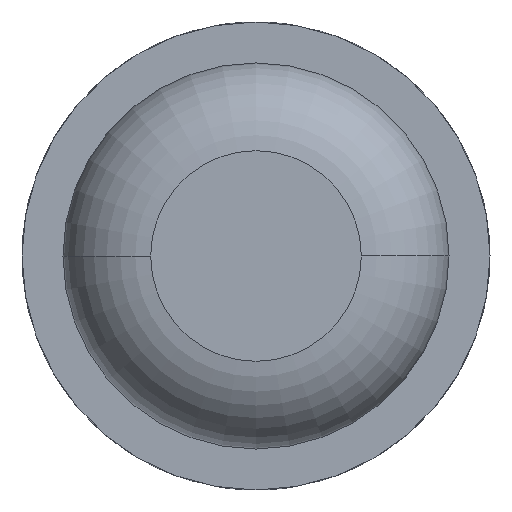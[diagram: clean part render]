
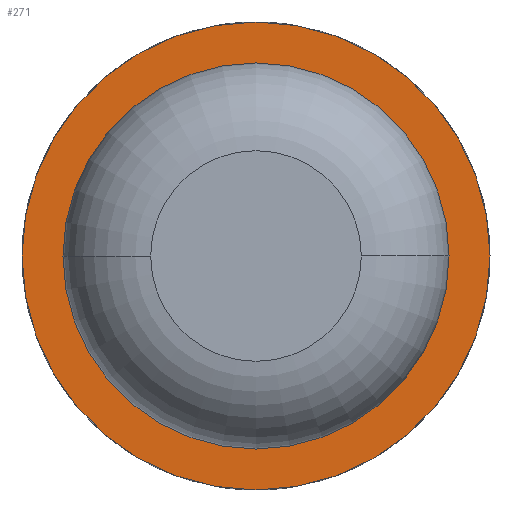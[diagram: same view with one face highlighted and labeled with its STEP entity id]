
A CAD part, front view. The second image highlights one B-rep face of the part: STEP entity #271.
In plain terms, the highlighted planar face has unit normal (0, -1, 0).
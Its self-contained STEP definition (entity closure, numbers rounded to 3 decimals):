
#121 = CARTESIAN_POINT ( 'NONE',  ( 0., -6., 0. ) ) ;
#226 = CARTESIAN_POINT ( 'NONE',  ( 0., -6., 0. ) ) ;
#271 = ADVANCED_FACE ( 'Defeature ausgef�hrt1_5', ( #299, #3730 ), #3303, .F. ) ;
#278 = VERTEX_POINT ( 'NONE', #3649 ) ;
#299 = FACE_OUTER_BOUND ( 'NONE', #964, .T. ) ;
#403 = AXIS2_PLACEMENT_3D ( 'NONE', #775, #1747, #4021 ) ;
#586 = ORIENTED_EDGE ( 'NONE', *, *, #3641, .T. ) ;
#775 = CARTESIAN_POINT ( 'NONE',  ( 0., -6., 0. ) ) ;
#883 = CIRCLE ( 'NONE', #403, 0.825 ) ;
#937 = EDGE_CURVE ( 'Defeature ausgef�hrt1_6+Defeature ausgef�hrt1_5+Defeature ausgef�hrt1_5+Defeature ausgef�hrt1_5', #278, #2201, #2856, .T. ) ;
#959 = ORIENTED_EDGE ( 'NONE', *, *, #3810, .F. ) ;
#964 = EDGE_LOOP ( 'NONE', ( #1866, #959 ) ) ;
#1138 = DIRECTION ( 'NONE',  ( -1., 0., 0. ) ) ;
#1662 = DIRECTION ( 'NONE',  ( -1., 0., 0. ) ) ;
#1711 = AXIS2_PLACEMENT_3D ( 'NONE', #2344, #2954, #1662 ) ;
#1747 = DIRECTION ( 'NONE',  ( 0., 1., 0. ) ) ;
#1755 = CARTESIAN_POINT ( 'NONE',  ( 0.825, -6., 0. ) ) ;
#1764 = CARTESIAN_POINT ( 'NONE',  ( 0., -6., 0. ) ) ;
#1866 = ORIENTED_EDGE ( 'NONE', *, *, #937, .F. ) ;
#1876 = DIRECTION ( 'NONE',  ( 0., 1., 0. ) ) ;
#2095 = DIRECTION ( 'NONE',  ( 0., 1., 0. ) ) ;
#2200 = EDGE_CURVE ( 'Defeature ausgef�hrt1_5+Defeature ausgef�hrt1_0+Defeature ausgef�hrt1_0+Defeature ausgef�hrt1_0', #2922, #2239, #883, .T. ) ;
#2201 = VERTEX_POINT ( 'NONE', #3394 ) ;
#2239 = VERTEX_POINT ( 'NONE', #1755 ) ;
#2344 = CARTESIAN_POINT ( 'NONE',  ( 0.825, -6., 0. ) ) ;
#2449 = CARTESIAN_POINT ( 'NONE',  ( -0.825, -6., 0. ) ) ;
#2563 = AXIS2_PLACEMENT_3D ( 'NONE', #121, #3087, #1138 ) ;
#2821 = AXIS2_PLACEMENT_3D ( 'NONE', #1764, #2095, #3132 ) ;
#2856 = CIRCLE ( 'NONE', #2563, 1. ) ;
#2909 = AXIS2_PLACEMENT_3D ( 'NONE', #226, #1876, #3505 ) ;
#2922 = VERTEX_POINT ( 'NONE', #2449 ) ;
#2941 = ORIENTED_EDGE ( 'NONE', *, *, #2200, .T. ) ;
#2954 = DIRECTION ( 'NONE',  ( 0., 1., 0. ) ) ;
#3087 = DIRECTION ( 'NONE',  ( 0., 1., 0. ) ) ;
#3132 = DIRECTION ( 'NONE',  ( -1., 0., 0. ) ) ;
#3303 = PLANE ( 'NONE',  #1711 ) ;
#3372 = EDGE_LOOP ( 'NONE', ( #2941, #586 ) ) ;
#3394 = CARTESIAN_POINT ( 'NONE',  ( 1., -6., 0. ) ) ;
#3505 = DIRECTION ( 'NONE',  ( -1., 0., 0. ) ) ;
#3641 = EDGE_CURVE ( 'Defeature ausgef�hrt1_5+Defeature ausgef�hrt1_0+Defeature ausgef�hrt1_0+Defeature ausgef�hrt1_0', #2239, #2922, #3765, .T. ) ;
#3649 = CARTESIAN_POINT ( 'NONE',  ( -1., -6., 0. ) ) ;
#3730 = FACE_BOUND ( 'NONE', #3372, .T. ) ;
#3765 = CIRCLE ( 'NONE', #2821, 0.825 ) ;
#3810 = EDGE_CURVE ( 'Defeature ausgef�hrt1_6+Defeature ausgef�hrt1_5+Defeature ausgef�hrt1_5+Defeature ausgef�hrt1_5', #2201, #278, #4212, .T. ) ;
#4021 = DIRECTION ( 'NONE',  ( -1., 0., 0. ) ) ;
#4212 = CIRCLE ( 'NONE', #2909, 1. ) ;
